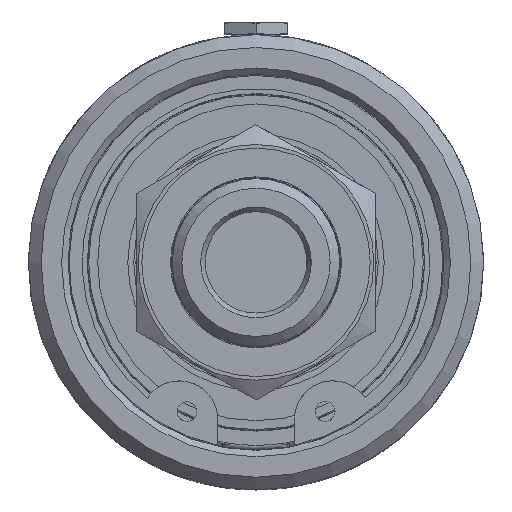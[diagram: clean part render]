
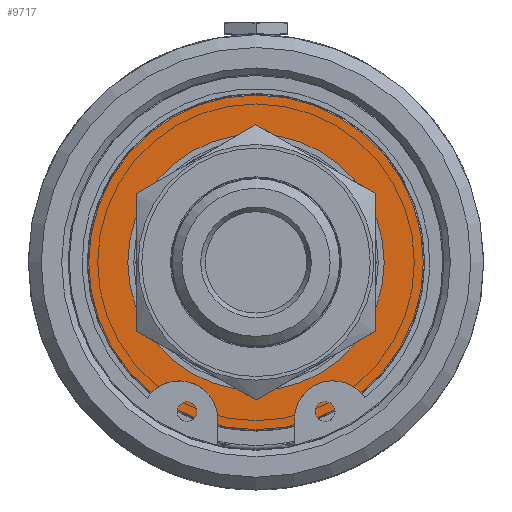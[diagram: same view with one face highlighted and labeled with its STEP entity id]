
A CAD part, left-side view. The second image highlights one B-rep face of the part: STEP entity #9717.
In plain terms, the highlighted planar face has unit normal (-1, 0, 0).
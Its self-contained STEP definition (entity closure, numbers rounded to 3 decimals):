
#478=PLANE('',#10625);
#551=FACE_BOUND('',#1679,.T.);
#1069=FACE_OUTER_BOUND('',#1678,.T.);
#1678=EDGE_LOOP('',(#8629,#8630));
#1679=EDGE_LOOP('',(#8631,#8632));
#3194=CIRCLE('',#10623,16.05);
#3195=CIRCLE('',#10624,16.05);
#3196=CIRCLE('',#10626,20.95);
#3197=CIRCLE('',#10627,20.95);
#4480=VERTEX_POINT('',#24100);
#4481=VERTEX_POINT('',#24101);
#4482=VERTEX_POINT('',#24106);
#4483=VERTEX_POINT('',#24107);
#5874=EDGE_CURVE('',#4480,#4481,#3194,.T.);
#5875=EDGE_CURVE('',#4481,#4480,#3195,.T.);
#5877=EDGE_CURVE('',#4482,#4483,#3196,.T.);
#5878=EDGE_CURVE('',#4483,#4482,#3197,.T.);
#8629=ORIENTED_EDGE('',*,*,#5877,.F.);
#8630=ORIENTED_EDGE('',*,*,#5878,.F.);
#8631=ORIENTED_EDGE('',*,*,#5874,.T.);
#8632=ORIENTED_EDGE('',*,*,#5875,.T.);
#9717=ADVANCED_FACE('',(#1069,#551),#478,.T.);
#10623=AXIS2_PLACEMENT_3D('',#24102,#12849,#12850);
#10624=AXIS2_PLACEMENT_3D('',#24103,#12851,#12852);
#10625=AXIS2_PLACEMENT_3D('',#24105,#12854,#12855);
#10626=AXIS2_PLACEMENT_3D('',#24108,#12856,#12857);
#10627=AXIS2_PLACEMENT_3D('',#24109,#12858,#12859);
#12849=DIRECTION('center_axis',(1.,0.,0.));
#12850=DIRECTION('ref_axis',(0.,1.,0.));
#12851=DIRECTION('center_axis',(1.,0.,0.));
#12852=DIRECTION('ref_axis',(0.,1.,0.));
#12854=DIRECTION('center_axis',(-1.,0.,0.));
#12855=DIRECTION('ref_axis',(0.,-1.,0.));
#12856=DIRECTION('center_axis',(1.,0.,0.));
#12857=DIRECTION('ref_axis',(0.,1.,0.));
#12858=DIRECTION('center_axis',(1.,0.,0.));
#12859=DIRECTION('ref_axis',(0.,1.,0.));
#24100=CARTESIAN_POINT('',(49.249,16.05,0.));
#24101=CARTESIAN_POINT('',(49.249,-16.05,0.));
#24102=CARTESIAN_POINT('Origin',(49.249,0.,0.));
#24103=CARTESIAN_POINT('Origin',(49.249,0.,0.));
#24105=CARTESIAN_POINT('Origin',(49.249,18.5,0.));
#24106=CARTESIAN_POINT('',(49.249,20.95,0.));
#24107=CARTESIAN_POINT('',(49.249,-20.95,0.));
#24108=CARTESIAN_POINT('Origin',(49.249,0.,0.));
#24109=CARTESIAN_POINT('Origin',(49.249,0.,0.));
